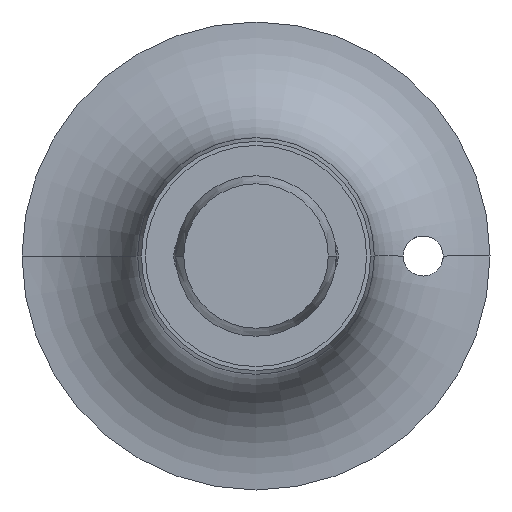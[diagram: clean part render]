
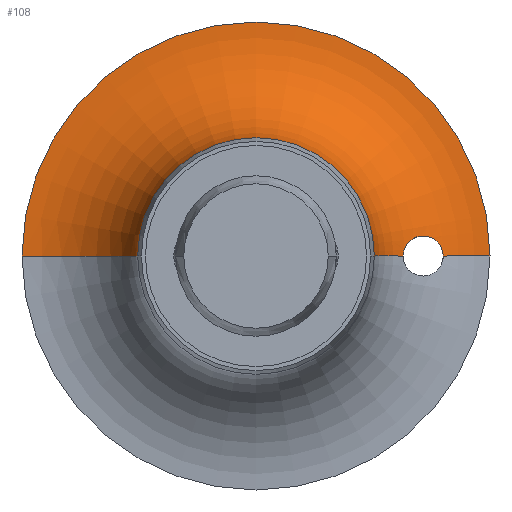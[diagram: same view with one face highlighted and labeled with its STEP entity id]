
A CAD part, front view. The second image highlights one B-rep face of the part: STEP entity #108.
In plain terms, the highlighted toroidal (fillet/blend) face has major radius 17.5 mm and minor radius 8.65 mm.
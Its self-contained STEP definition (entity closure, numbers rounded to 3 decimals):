
#108=ADVANCED_FACE('',(#215),#216,.F.);
#215=FACE_OUTER_BOUND('',#320,.T.);
#216=TOROIDAL_SURFACE('',#321,17.5,8.65);
#320=EDGE_LOOP('',(#560,#561,#562,#563,#564,#565));
#321=AXIS2_PLACEMENT_3D('',#566,#567,#568);
#560=ORIENTED_EDGE('',*,*,#615,.T.);
#561=ORIENTED_EDGE('',*,*,#687,.T.);
#562=ORIENTED_EDGE('',*,*,#618,.T.);
#563=ORIENTED_EDGE('',*,*,#699,.F.);
#564=ORIENTED_EDGE('',*,*,#617,.T.);
#565=ORIENTED_EDGE('',*,*,#697,.T.);
#566=CARTESIAN_POINT('',(0.0,13.65,0.));
#567=DIRECTION('',(-0.0,1.0,0.));
#568=DIRECTION('',(1.0,0.0,0.0));
#615=EDGE_CURVE('',#723,#724,#725,.T.);
#617=EDGE_CURVE('',#718,#726,#728,.T.);
#618=EDGE_CURVE('',#729,#716,#730,.T.);
#687=EDGE_CURVE('',#724,#729,#832,.T.);
#697=EDGE_CURVE('',#726,#723,#842,.T.);
#699=EDGE_CURVE('',#718,#716,#844,.T.);
#716=VERTEX_POINT('',#863);
#718=VERTEX_POINT('',#866);
#723=VERTEX_POINT('',#872);
#724=VERTEX_POINT('',#873);
#725=CIRCLE('',#874,8.65);
#726=VERTEX_POINT('',#875);
#728=CIRCLE('',#877,8.65);
#729=VERTEX_POINT('',#878);
#730=CIRCLE('',#879,8.65);
#832=B_SPLINE_CURVE_WITH_KNOTS('',3,(#1128,#1129,#1130,#1131,#1132,#1133,#1134,#1135,#1136,#1137,#1138,#1139,#1140,#1141,#1142,#1143,#1144,#1145,#1146,#1147,#1148,#1149,#1150,#1151,#1152,#1153),.UNSPECIFIED.,.F.,.F.,(4,2,2,2,2,2,2,2,2,2,2,2,4),(-5.461,-5.108,-4.541,-3.834,-3.419,-3.047,-2.798,-2.566,-2.273,-1.761,-1.134,-0.556,-0.0),.UNSPECIFIED.);
#842=CIRCLE('',#1163,8.85);
#844=CIRCLE('',#1165,17.5);
#863=CARTESIAN_POINT('',(17.5,22.3,0.));
#866=CARTESIAN_POINT('',(-17.5,22.3,0.));
#872=CARTESIAN_POINT('',(8.85,13.65,0.));
#873=CARTESIAN_POINT('',(11.0,19.357,0.));
#874=AXIS2_PLACEMENT_3D('',#1188,#1189,#1190);
#875=CARTESIAN_POINT('',(-8.85,13.65,0.));
#877=AXIS2_PLACEMENT_3D('',#1194,#1195,#1196);
#878=CARTESIAN_POINT('',(14.0,21.56,0.));
#879=AXIS2_PLACEMENT_3D('',#1197,#1198,#1199);
#1128=CARTESIAN_POINT('',(11.0,19.357,0.));
#1129=CARTESIAN_POINT('',(11.,19.357,0.104));
#1130=CARTESIAN_POINT('',(11.011,19.371,0.206));
#1131=CARTESIAN_POINT('',(11.065,19.44,0.465));
#1132=CARTESIAN_POINT('',(11.122,19.512,0.61));
#1133=CARTESIAN_POINT('',(11.283,19.702,0.896));
#1134=CARTESIAN_POINT('',(11.402,19.835,1.039));
#1135=CARTESIAN_POINT('',(11.63,20.063,1.227));
#1136=CARTESIAN_POINT('',(11.721,20.15,1.286));
#1137=CARTESIAN_POINT('',(11.903,20.313,1.38));
#1138=CARTESIAN_POINT('',(11.994,20.391,1.416));
#1139=CARTESIAN_POINT('',(12.152,20.517,1.461));
#1140=CARTESIAN_POINT('',(12.217,20.567,1.475));
#1141=CARTESIAN_POINT('',(12.345,20.663,1.493));
#1142=CARTESIAN_POINT('',(12.408,20.708,1.499));
#1143=CARTESIAN_POINT('',(12.552,20.808,1.501));
#1144=CARTESIAN_POINT('',(12.634,20.862,1.496));
#1145=CARTESIAN_POINT('',(12.86,21.004,1.463));
#1146=CARTESIAN_POINT('',(13.004,21.088,1.421));
#1147=CARTESIAN_POINT('',(13.313,21.254,1.275));
#1148=CARTESIAN_POINT('',(13.471,21.331,1.16));
#1149=CARTESIAN_POINT('',(13.731,21.45,0.877));
#1150=CARTESIAN_POINT('',(13.831,21.492,0.717));
#1151=CARTESIAN_POINT('',(13.966,21.547,0.368));
#1152=CARTESIAN_POINT('',(14.0,21.56,0.185));
#1153=CARTESIAN_POINT('',(14.0,21.56,0.));
#1163=AXIS2_PLACEMENT_3D('',#1303,#1304,#1305);
#1165=AXIS2_PLACEMENT_3D('',#1306,#1307,#1308);
#1188=CARTESIAN_POINT('',(17.5,13.65,0.));
#1189=DIRECTION('',(0.,0.,-1.0));
#1190=DIRECTION('',(1.0,0.,0.));
#1194=CARTESIAN_POINT('',(-17.5,13.65,0.));
#1195=DIRECTION('',(0.,0.,-1.0));
#1196=DIRECTION('',(-1.0,0.,0.));
#1197=CARTESIAN_POINT('',(17.5,13.65,0.));
#1198=DIRECTION('',(0.,0.,-1.0));
#1199=DIRECTION('',(1.0,0.,0.));
#1303=CARTESIAN_POINT('',(0.,13.65,0.));
#1304=DIRECTION('',(-0.0,1.0,0.));
#1305=DIRECTION('',(1.0,0.0,0.0));
#1306=CARTESIAN_POINT('',(0.,22.3,0.));
#1307=DIRECTION('',(-0.0,1.0,0.));
#1308=DIRECTION('',(1.0,0.0,0.0));
